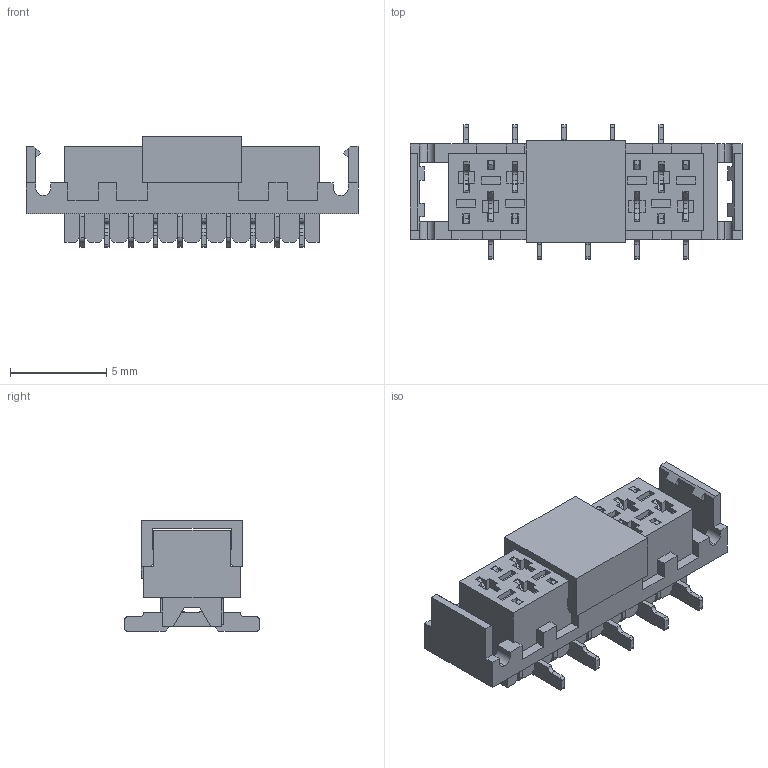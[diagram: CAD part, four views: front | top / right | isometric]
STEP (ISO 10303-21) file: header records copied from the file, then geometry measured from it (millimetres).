
FILE_DESCRIPTION(('STEP AP242'),'1');
FILE_NAME('690367291076.stp','2022-03-03T11:24:06',('TraceParts'),('TraceParts S.A.'),'Spatial InterOp 3D',' ',' ');
FILE_SCHEMA(('AP242_MANAGED_MODEL_BASED_3D_ENGINEERING_MIM_LF {1 0 10303 442 1 1 4}'));
Length unit declared in the file: millimetre
Products named in the file (1): 690367291076_1
Bounding box: 17.29 x 7 x 5.75 mm (x, y, z)
Volume: 274.8 mm3; surface area: 1152.7 mm2
Topology: 12 solids, 12 shells, 965 faces, 2776 edges, 1823 vertices
Faces by surface type: plane 767, cylinder 198
Entity records: 39090 total; most frequent: CARTESIAN_POINT 5576, ORIENTED_EDGE 5552, DIRECTION 5126, EDGE_CURVE 2776, LINE 2380, VECTOR 2380, VERTEX_POINT 1823, AXIS2_PLACEMENT_3D 1373
